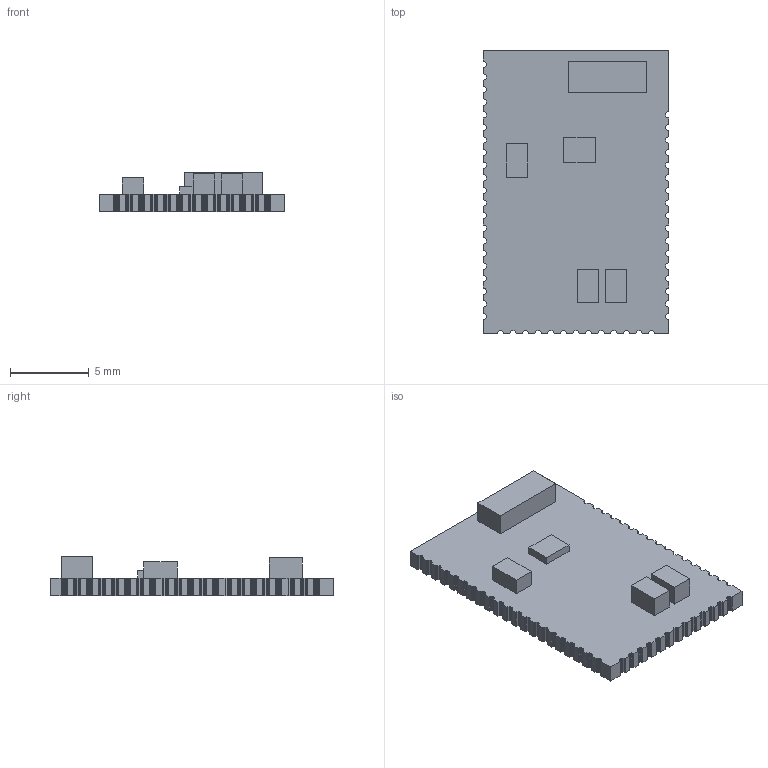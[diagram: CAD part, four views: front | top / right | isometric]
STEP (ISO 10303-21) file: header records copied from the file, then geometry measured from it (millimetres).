
FILE_DESCRIPTION(('Open CASCADE Model'),'2;1');
FILE_NAME('Open CASCADE Shape Model','2013-01-26T13:54:18',('Author'),( 'Open CASCADE'),'Open CASCADE STEP processor 6.2','Open CASCADE 6.2' ,'Unknown');
FILE_SCHEMA(('AUTOMOTIVE_DESIGN { 1 0 10303 214 1 1 1 1 }'));
Length unit declared in the file: millimetre
Products named in the file (15): PCB; Board; ANT1; 485081456; Extruded; F1; 485082608; L1; 486331232; L2; X1; 485082224
Assembly tree (15 placements, depth 4):
  PCB
    Board
    ANT1
      485081456
        Extruded
    F1
      485082608
        Extruded
    L1
      486331232
        Extruded
    L2
      486331232
        Extruded
    X1
      485082224
        Extruded
Bounding box: 11.8 x 18 x 2.5 mm (x, y, z)
Volume: 256.6 mm3; surface area: 588.9 mm2
Topology: 6 solids, 6 shells, 495 faces, 1449 edges, 966 vertices
Faces by surface type: plane 495
Entity records: 34908 total; most frequent: CARTESIAN_POINT 5774, DIRECTION 5321, LINE 4311, VECTOR 4311, ORIENTED_EDGE 2874, PCURVE 2874, DEFINITIONAL_REPRESENTATION 2874, EDGE_CURVE 1437
